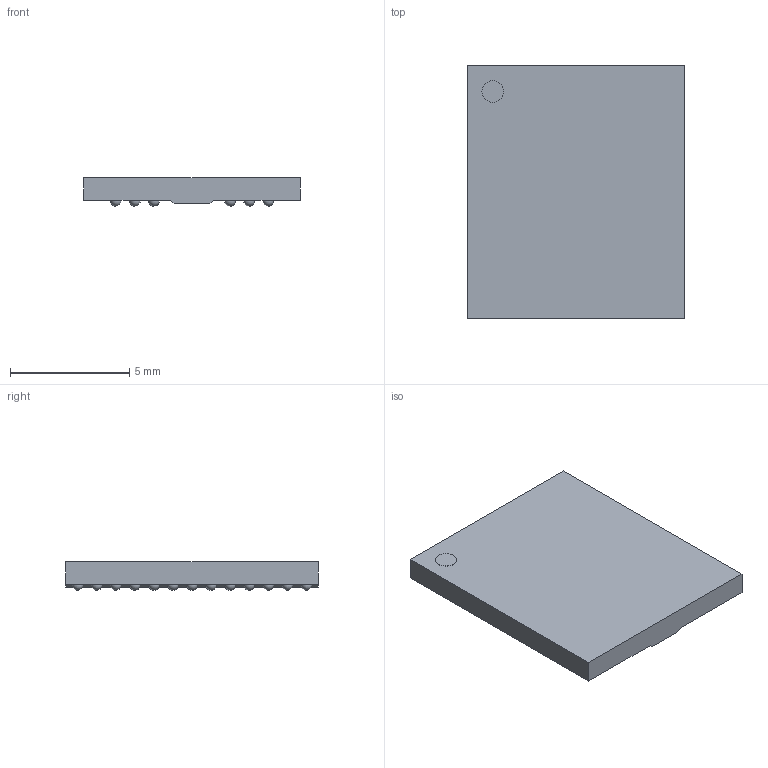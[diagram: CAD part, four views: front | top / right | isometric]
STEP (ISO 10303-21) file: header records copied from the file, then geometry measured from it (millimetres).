
FILE_DESCRIPTION(/* description */ (''),/* implementation_level */ '2;1');
FILE_NAME(/* name */ 'MICRO 78-Ball FBGA.step',/* time_stamp */ '2024-07-31T16:14:44+01:00',/* author */ (''),/* organization */ (''),/* preprocessor_version */ 'ST-DEVELOPER v20',/* originating_system */ 'Autodesk Translation Framework v13.14.0.145',/* authorisation */ '');
FILE_SCHEMA (('AUTOMOTIVE_DESIGN { 1 0 10303 214 3 1 1 }'));
Length unit declared in the file: millimetre
Products named in the file (1): Micron 78-Ball FBGA DDR3
Bounding box: 9.1 x 10.6 x 1.2 mm (x, y, z)
Volume: 96 mm3; surface area: 246.9 mm2
Topology: 1 solids, 1 shells, 168 faces, 495 edges, 330 vertices
Faces by surface type: cylinder 79, sphere 78, plane 11
Full cylindrical faces by diameter (mm): 0.45 x78, 0.905 x1
Entity records: 5468 total; most frequent: DIRECTION 1069, CARTESIAN_POINT 916, ORIENTED_EDGE 834, AXIS2_PLACEMENT_3D 483, EDGE_CURVE 417, VERTEX_POINT 330, CIRCLE 314, EDGE_LOOP 247
